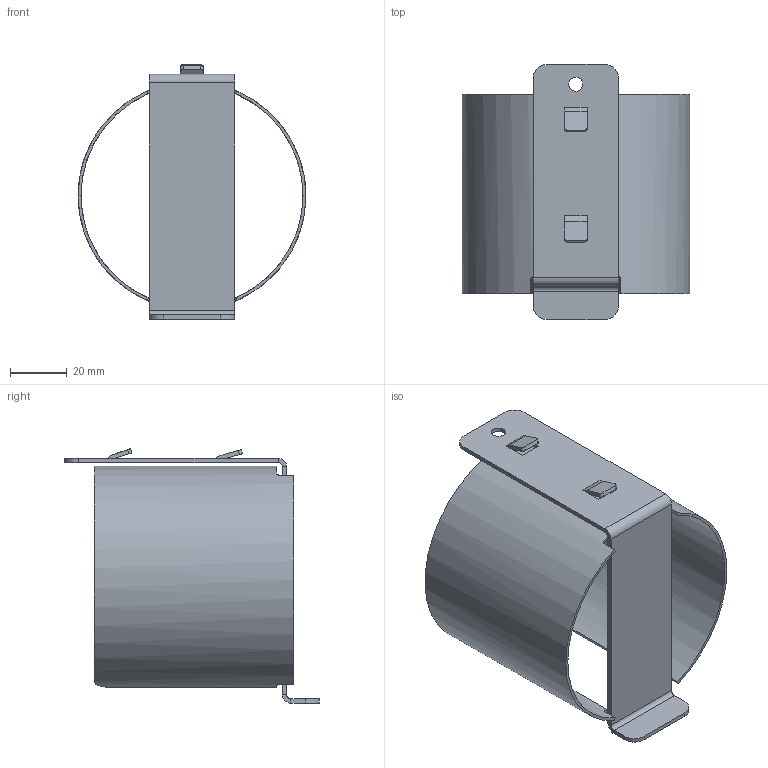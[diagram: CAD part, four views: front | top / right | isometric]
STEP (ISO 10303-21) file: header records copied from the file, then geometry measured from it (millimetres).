
FILE_DESCRIPTION((''),'2;1');
FILE_NAME('86517.stp','2020-12-15T08:26:24',('arma02'),(''),'Autodesk Inventor 2013','Autodesk Inventor 2013','');
FILE_SCHEMA(('AUTOMOTIVE_DESIGN { 1 0 10303 214 1 1 1 1 }'));
Length unit declared in the file: millimetre
Products named in the file (3): 86517; 86517. I; 86517. II
Assembly tree (2 placements, depth 2):
  86517
    86517. I
    86517. II
Bounding box: 80 x 89.5 x 89.29 mm (x, y, z)
Volume: 22935.4 mm3; surface area: 42169.3 mm2
Topology: 3 solids, 3 shells, 73 faces, 182 edges, 111 vertices
Faces by surface type: plane 50, cylinder 23
Full cylindrical faces by diameter (mm): 5 x1
Entity records: 2298 total; most frequent: CARTESIAN_POINT 476, DIRECTION 366, ORIENTED_EDGE 360, EDGE_CURVE 180, VECTOR 126, LINE 126, AXIS2_PLACEMENT_3D 120, VERTEX_POINT 110
